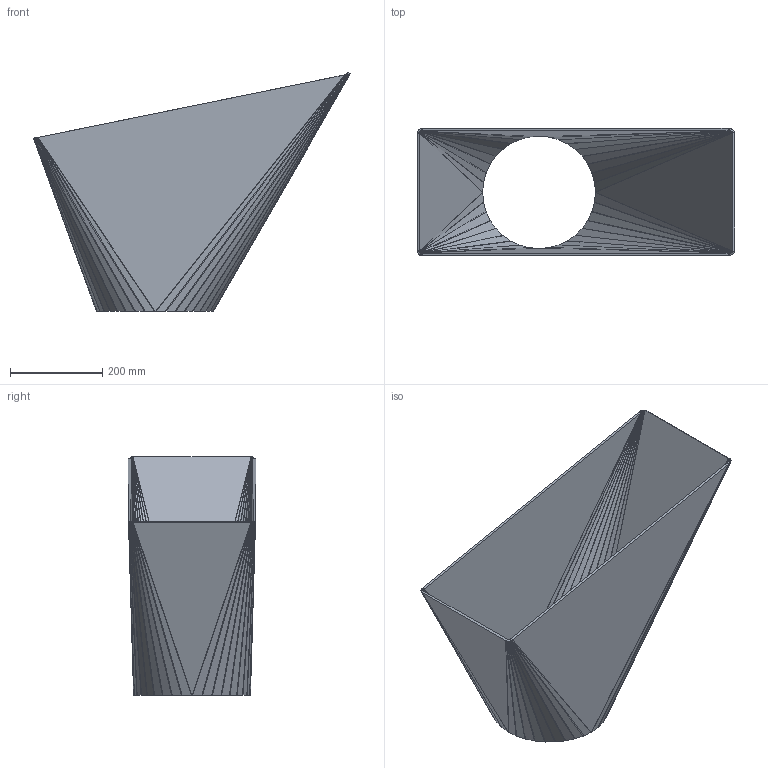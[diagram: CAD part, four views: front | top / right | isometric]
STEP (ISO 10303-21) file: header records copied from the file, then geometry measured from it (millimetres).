
FILE_DESCRIPTION(/* description */ ('Flansch'),/* implementation_level */ '2;1');
FILE_NAME(/* name */ 'AussenmassUebergangslasche_sfl.stp',/* time_stamp */ '2015-10-12T09:17:38+02:00',/* author */ ('sfl'),/* organization */ (''),/* preprocessor_version */ 'ST-DEVELOPER v16.1',/* originating_system */ 'Autodesk Inventor 2016',/* authorisation */ '');
FILE_SCHEMA (('CONFIG_CONTROL_DESIGN'));
Length unit declared in the file: millimetre
Products named in the file (1): AussenmassUebergangslasche (1)
Bounding box: 685.95 x 275 x 516.47 mm (x, y, z)
Volume: 3048039.5 mm3; surface area: 1232704.4 mm2
Topology: 1 solids, 1 shells, 284 faces, 533 edges, 250 vertices
Faces by surface type: plane 124, cylinder 80, bspline 80
Entity records: 7661 total; most frequent: CARTESIAN_POINT 2268, DIRECTION 1103, ORIENTED_EDGE 1064, EDGE_CURVE 532, LINE 373, VECTOR 373, AXIS2_PLACEMENT_3D 365, FACE_OUTER_BOUND 284
